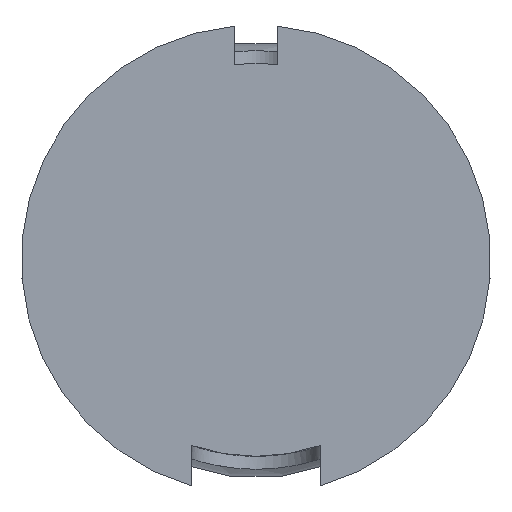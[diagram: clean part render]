
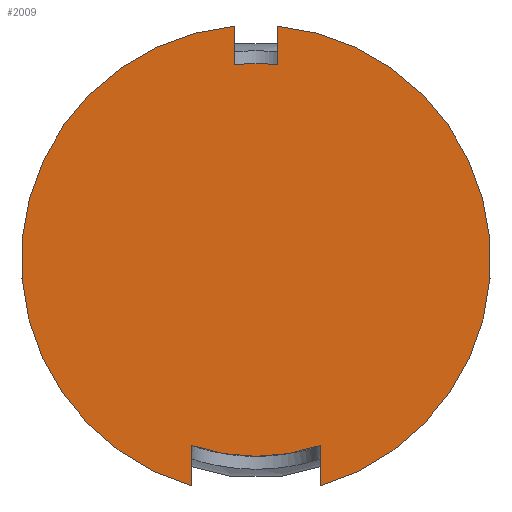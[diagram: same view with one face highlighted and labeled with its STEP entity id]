
A CAD part, front view. The second image highlights one B-rep face of the part: STEP entity #2009.
In plain terms, the highlighted planar face has unit normal (0, -1, 0).
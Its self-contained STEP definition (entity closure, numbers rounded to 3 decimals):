
#39 = VECTOR ( 'NONE', #703, 1000. ) ;
#41 = VECTOR ( 'NONE', #210, 1000. ) ;
#126 = DIRECTION ( 'NONE',  ( 0., 0., -1. ) ) ;
#163 = CARTESIAN_POINT ( 'NONE',  ( 0.75, 11.8, -2.646 ) ) ;
#181 = LINE ( 'NONE', #1487, #2872 ) ;
#210 = DIRECTION ( 'NONE',  ( 0., 0., 1. ) ) ;
#266 = FACE_OUTER_BOUND ( 'NONE', #1238, .T. ) ;
#364 = VERTEX_POINT ( 'NONE', #2721 ) ;
#381 = DIRECTION ( 'NONE',  ( 0., 0., -1. ) ) ;
#408 = ORIENTED_EDGE ( 'NONE', *, *, #3562, .T. ) ;
#575 = VERTEX_POINT ( 'NONE', #3484 ) ;
#659 = LINE ( 'NONE', #3721, #39 ) ;
#698 = CARTESIAN_POINT ( 'NONE',  ( 0.25, 11.8, 2.739 ) ) ;
#703 = DIRECTION ( 'NONE',  ( 0., 0., -1. ) ) ;
#836 = DIRECTION ( 'NONE',  ( 0., -1., 0. ) ) ;
#837 = VERTEX_POINT ( 'NONE', #1351 ) ;
#878 = ORIENTED_EDGE ( 'NONE', *, *, #1306, .T. ) ;
#949 = CIRCLE ( 'NONE', #3368, 2.75 ) ;
#963 = DIRECTION ( 'NONE',  ( 0., -1., 0. ) ) ;
#1002 = CARTESIAN_POINT ( 'NONE',  ( 0., 11.8, 0. ) ) ;
#1013 = CIRCLE ( 'NONE', #2179, 2.3 ) ;
#1037 = LINE ( 'NONE', #4007, #2453 ) ;
#1084 = CIRCLE ( 'NONE', #1628, 2.75 ) ;
#1228 = EDGE_CURVE ( 'NONE', #837, #2023, #659, .T. ) ;
#1238 = EDGE_LOOP ( 'NONE', ( #878, #4185, #2485, #1751, #3317, #408, #3841, #2501, #2066 ) ) ;
#1253 = CARTESIAN_POINT ( 'NONE',  ( -0.25, 11.8, 2.286 ) ) ;
#1284 = DIRECTION ( 'NONE',  ( 0., -1., 0. ) ) ;
#1306 = EDGE_CURVE ( 'NONE', #2714, #3271, #1037, .T. ) ;
#1324 = DIRECTION ( 'NONE',  ( 0., 0., -1. ) ) ;
#1351 = CARTESIAN_POINT ( 'NONE',  ( -0.25, 11.8, 2.739 ) ) ;
#1449 = VERTEX_POINT ( 'NONE', #3463 ) ;
#1487 = CARTESIAN_POINT ( 'NONE',  ( 0.25, 11.8, 2.75 ) ) ;
#1492 = LINE ( 'NONE', #1865, #41 ) ;
#1573 = DIRECTION ( 'NONE',  ( 0., -1., 0. ) ) ;
#1628 = AXIS2_PLACEMENT_3D ( 'NONE', #2935, #2633, #1892 ) ;
#1738 = CARTESIAN_POINT ( 'NONE',  ( 0., 11.8, 0. ) ) ;
#1751 = ORIENTED_EDGE ( 'NONE', *, *, #3431, .T. ) ;
#1836 = AXIS2_PLACEMENT_3D ( 'NONE', #1738, #836, #126 ) ;
#1865 = CARTESIAN_POINT ( 'NONE',  ( 0.75, 11.8, -2.75 ) ) ;
#1876 = EDGE_CURVE ( 'NONE', #3877, #575, #181, .T. ) ;
#1880 = CARTESIAN_POINT ( 'NONE',  ( 2.275, 11.8, 0. ) ) ;
#1892 = DIRECTION ( 'NONE',  ( 0., 0., -1. ) ) ;
#1910 = AXIS2_PLACEMENT_3D ( 'NONE', #3250, #1284, #1324 ) ;
#2005 = DIRECTION ( 'NONE',  ( 0., 0., -1. ) ) ;
#2009 = ADVANCED_FACE ( 'NONE', ( #266 ), #3534, .T. ) ;
#2023 = VERTEX_POINT ( 'NONE', #1253 ) ;
#2066 = ORIENTED_EDGE ( 'NONE', *, *, #3767, .T. ) ;
#2179 = AXIS2_PLACEMENT_3D ( 'NONE', #1002, #963, #381 ) ;
#2270 = CARTESIAN_POINT ( 'NONE',  ( 0., 11.8, 0. ) ) ;
#2453 = VECTOR ( 'NONE', #3046, 1000. ) ;
#2485 = ORIENTED_EDGE ( 'NONE', *, *, #2554, .F. ) ;
#2501 = ORIENTED_EDGE ( 'NONE', *, *, #1228, .F. ) ;
#2528 = VERTEX_POINT ( 'NONE', #163 ) ;
#2554 = EDGE_CURVE ( 'NONE', #2528, #1449, #1492, .T. ) ;
#2633 = DIRECTION ( 'NONE',  ( 0., -1., 0. ) ) ;
#2714 = VERTEX_POINT ( 'NONE', #4212 ) ;
#2721 = CARTESIAN_POINT ( 'NONE',  ( 0., 11.8, 2.3 ) ) ;
#2730 = EDGE_CURVE ( 'NONE', #364, #2023, #3851, .T. ) ;
#2815 = DIRECTION ( 'NONE',  ( 0., 0., -1. ) ) ;
#2872 = VECTOR ( 'NONE', #2815, 1000. ) ;
#2935 = CARTESIAN_POINT ( 'NONE',  ( 0., 11.8, 0. ) ) ;
#2940 = AXIS2_PLACEMENT_3D ( 'NONE', #1880, #1573, #4227 ) ;
#3046 = DIRECTION ( 'NONE',  ( 0., 0., 1. ) ) ;
#3132 = EDGE_CURVE ( 'NONE', #3271, #1449, #1013, .T. ) ;
#3250 = CARTESIAN_POINT ( 'NONE',  ( 0., 11.8, 0. ) ) ;
#3271 = VERTEX_POINT ( 'NONE', #3559 ) ;
#3317 = ORIENTED_EDGE ( 'NONE', *, *, #1876, .T. ) ;
#3368 = AXIS2_PLACEMENT_3D ( 'NONE', #2270, #4014, #2005 ) ;
#3431 = EDGE_CURVE ( 'NONE', #2528, #3877, #1084, .T. ) ;
#3463 = CARTESIAN_POINT ( 'NONE',  ( 0.75, 11.8, -2.174 ) ) ;
#3484 = CARTESIAN_POINT ( 'NONE',  ( 0.25, 11.8, 2.286 ) ) ;
#3534 = PLANE ( 'NONE',  #2940 ) ;
#3559 = CARTESIAN_POINT ( 'NONE',  ( -0.75, 11.8, -2.174 ) ) ;
#3562 = EDGE_CURVE ( 'NONE', #575, #364, #4267, .T. ) ;
#3721 = CARTESIAN_POINT ( 'NONE',  ( -0.25, 11.8, 2.75 ) ) ;
#3767 = EDGE_CURVE ( 'NONE', #837, #2714, #949, .T. ) ;
#3841 = ORIENTED_EDGE ( 'NONE', *, *, #2730, .T. ) ;
#3851 = CIRCLE ( 'NONE', #1910, 2.3 ) ;
#3877 = VERTEX_POINT ( 'NONE', #698 ) ;
#4007 = CARTESIAN_POINT ( 'NONE',  ( -0.75, 11.8, -2.75 ) ) ;
#4014 = DIRECTION ( 'NONE',  ( 0., -1., 0. ) ) ;
#4185 = ORIENTED_EDGE ( 'NONE', *, *, #3132, .T. ) ;
#4212 = CARTESIAN_POINT ( 'NONE',  ( -0.75, 11.8, -2.646 ) ) ;
#4227 = DIRECTION ( 'NONE',  ( 0., 0., -1. ) ) ;
#4267 = CIRCLE ( 'NONE', #1836, 2.3 ) ;
